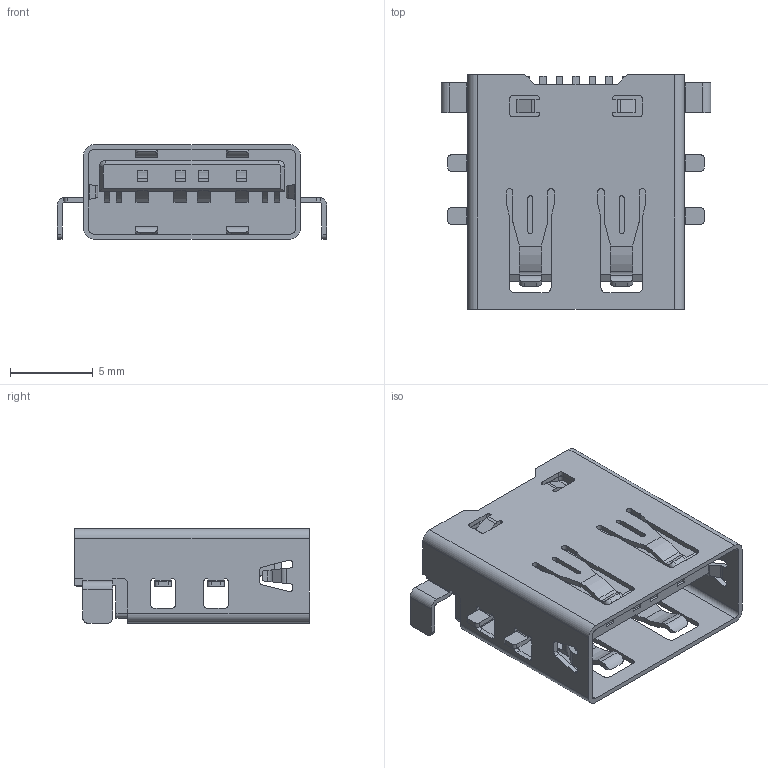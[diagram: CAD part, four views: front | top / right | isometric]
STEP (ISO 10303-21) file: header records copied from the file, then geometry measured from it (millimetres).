
FILE_DESCRIPTION (( 'STEP AP214' ), '1' );
FILE_NAME ('USB-A-SMD_HC-USB3.0-C225-P.STEP', '2024-03-09T07:20:18', ( '个人用户' ), ( '微软中国' ), 'SwSTEP 2.0', 'SolidWorks 2020', '' );
FILE_SCHEMA (( 'AUTOMOTIVE_DESIGN' ));
Length unit declared in the file: millimetre
Products named in the file (1): USB-A-SMD_HC-USB3.0-C225-P
Bounding box: 16.3 x 14.2 x 5.71 mm (x, y, z)
Volume: 450.2 mm3; surface area: 1601.1 mm2
Topology: 6 solids, 6 shells, 854 faces, 2475 edges, 1648 vertices
Faces by surface type: plane 483, cylinder 271, bspline 98, cone 2
Entity records: 38217 total; most frequent: CARTESIAN_POINT 6428, ORIENTED_EDGE 4950, DIRECTION 4269, EDGE_CURVE 2475, VECTOR 1731, LINE 1731, VERTEX_POINT 1648, AXIS2_PLACEMENT_3D 1269
